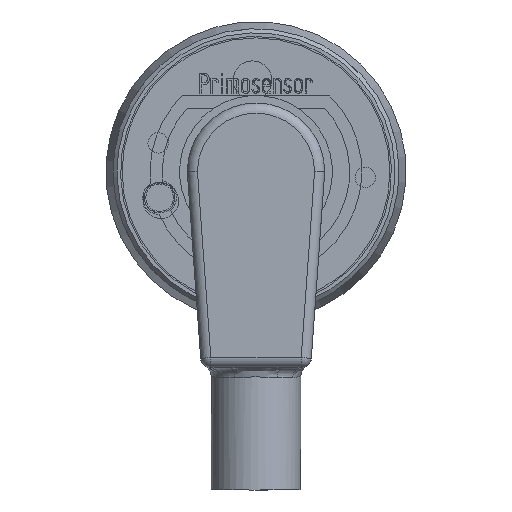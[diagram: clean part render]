
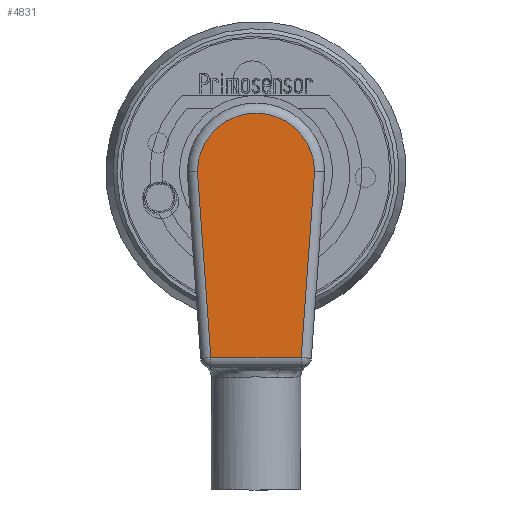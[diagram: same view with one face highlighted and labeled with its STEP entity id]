
A CAD part, front view. The second image highlights one B-rep face of the part: STEP entity #4831.
In plain terms, the highlighted planar face has unit normal (0, -1, 0).
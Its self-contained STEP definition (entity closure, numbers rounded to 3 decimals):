
#421=CIRCLE('',#6743,5.75);
#912=ORIENTED_EDGE('',*,*,#2015,.T.);
#913=ORIENTED_EDGE('',*,*,#2016,.T.);
#914=ORIENTED_EDGE('',*,*,#2017,.T.);
#915=ORIENTED_EDGE('',*,*,#2018,.T.);
#2015=EDGE_CURVE('',#2608,#2609,#3034,.T.);
#2016=EDGE_CURVE('',#2609,#2610,#3035,.T.);
#2017=EDGE_CURVE('',#2610,#2611,#421,.T.);
#2018=EDGE_CURVE('',#2611,#2608,#3036,.T.);
#2608=VERTEX_POINT('',#8923);
#2609=VERTEX_POINT('',#8924);
#2610=VERTEX_POINT('',#8926);
#2611=VERTEX_POINT('',#8928);
#3034=LINE('',#8922,#3372);
#3035=LINE('',#8925,#3373);
#3036=LINE('',#8929,#3374);
#3372=VECTOR('',#7543,1000.);
#3373=VECTOR('',#7544,1000.);
#3374=VECTOR('',#7547,1000.);
#3729=EDGE_LOOP('',(#912,#913,#914,#915));
#4220=FACE_BOUND('',#3729,.T.);
#4628=PLANE('',#6742);
#4831=ADVANCED_FACE('',(#4220),#4628,.T.);
#6742=AXIS2_PLACEMENT_3D('',#8921,#7541,#7542);
#6743=AXIS2_PLACEMENT_3D('',#8927,#7545,#7546);
#7541=DIRECTION('',(0.,-1.,0.));
#7542=DIRECTION('',(0.,0.,-1.));
#7543=DIRECTION('',(0.,0.,-1.));
#7544=DIRECTION('',(0.997,0.,-0.072));
#7545=DIRECTION('',(0.,-1.,0.));
#7546=DIRECTION('',(0.,0.,-1.));
#7547=DIRECTION('',(-0.997,0.,-0.072));
#8921=CARTESIAN_POINT('',(0.,0.,0.));
#8922=CARTESIAN_POINT('',(-18.25,0.,0.));
#8923=CARTESIAN_POINT('',(-18.25,0.,4.433));
#8924=CARTESIAN_POINT('',(-18.25,0.,-4.433));
#8925=CARTESIAN_POINT('',(-0.412,0.,-5.718));
#8926=CARTESIAN_POINT('',(0.035,0.,-5.75));
#8927=CARTESIAN_POINT('',(0.,0.,0.));
#8928=CARTESIAN_POINT('',(0.035,0.,5.75));
#8929=CARTESIAN_POINT('',(-0.412,0.,5.718));
